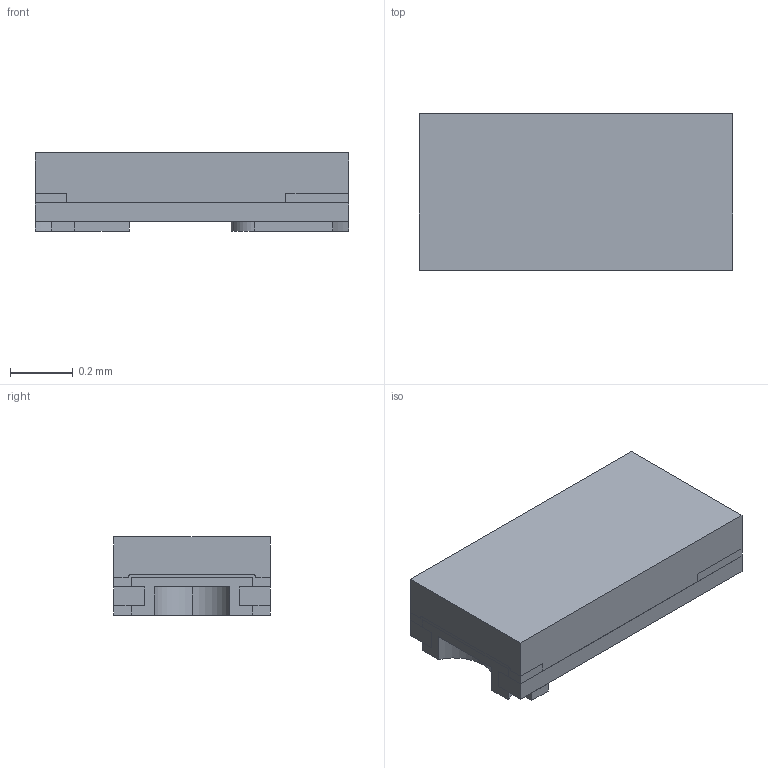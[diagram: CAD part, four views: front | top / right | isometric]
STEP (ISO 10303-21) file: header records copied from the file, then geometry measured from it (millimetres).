
FILE_DESCRIPTION(('CoCreate Modeling STEP Export'),'2;1');
FILE_NAME('5P.stp','2012-09-26T13:34:34',(''),(''),'CoCreate Modeling STEP processor for AP214 (Solid Model)','CoCreate Modeling 17.0 01-Apr-2010 (C) Parametric Technology GmbH','');
FILE_SCHEMA(('AUTOMOTIVE_DESIGN { 1 0 10303 214 1 1 1 1 }'));
Length unit declared in the file: millimetre
Products named in the file (10): EPOXY; REJIST; REJIST.1; base; denkyoku; denkyoku.1; a1; p1; p1.1; p1.2
Assembly tree (6 placements, depth 2):
  a1
    denkyoku.1
    denkyoku
    base
    REJIST.1
    REJIST
    EPOXY
  p1
  p1.1
  p1.2
Bounding box: 1 x 0.5 x 0.25 mm (x, y, z)
Volume: 0.1 mm3; surface area: 4.2 mm2
Topology: 6 solids, 6 shells, 133 faces, 363 edges, 242 vertices
Faces by surface type: plane 85, cylinder 40, torus 8
Entity records: 4588 total; most frequent: CARTESIAN_POINT 1034, ORIENTED_EDGE 726, DIRECTION 655, EDGE_CURVE 363, VECTOR 249, LINE 249, VERTEX_POINT 242, AXIS2_PLACEMENT_3D 203
